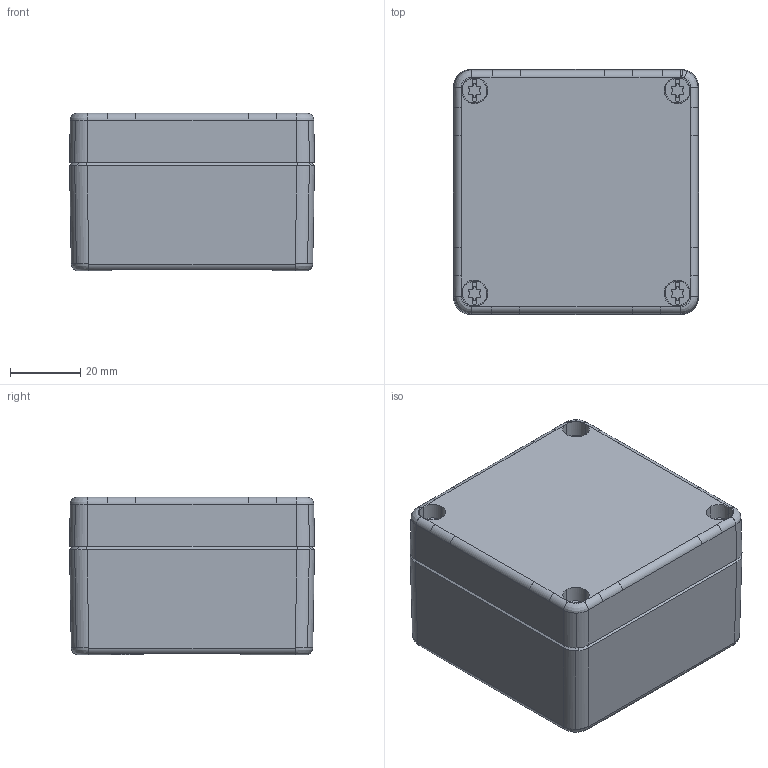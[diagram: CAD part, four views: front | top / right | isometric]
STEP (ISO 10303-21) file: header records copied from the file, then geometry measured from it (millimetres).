
FILE_DESCRIPTION(('CATIA V5 STEP Exchange','CAx-IF Rec.Pracs.--- Model Styling and Organization---1.5--- 2016-08-15','CAx-IF Rec.Pracs.---Supplemental Geometry---1.0---2011-11-01','CAx-IF Rec.Pracs.--- Composite Materials ---1.1---2010-07-15'),'2;1');
FILE_NAME ('D1465022_1', '2025-09-19T07:40:36+00:00', ('none'), ('Weidmueller'), 'CATIA Version 5-6 Release 2024 SP4', 'CATIA V5 STEP AP214 v3', 'none');
FILE_SCHEMA(('AUTOMOTIVE_DESIGN { 1 0 10303 214 1 1 1 1 }'));
Length unit declared in the file: millimetre
Products named in the file (1): 03847_ZUB_K1_GH
Bounding box: 70 x 70 x 45 mm (x, y, z)
Volume: 88075.2 mm3; surface area: 51673.1 mm2
Topology: 9 solids, 9 shells, 1023 faces, 2665 edges, 1714 vertices
Faces by surface type: plane 331, bspline 330, cylinder 222, cone 90, torus 34, extrusion 12, sphere 4
Entity records: 31885 total; most frequent: CARTESIAN_POINT 11885, ORIENTED_EDGE 5322, EDGE_CURVE 2661, DIRECTION 2481, VERTEX_POINT 1714, EDGE_LOOP 1103, AXIS2_PLACEMENT_3D 1075, ADVANCED_FACE 1023
